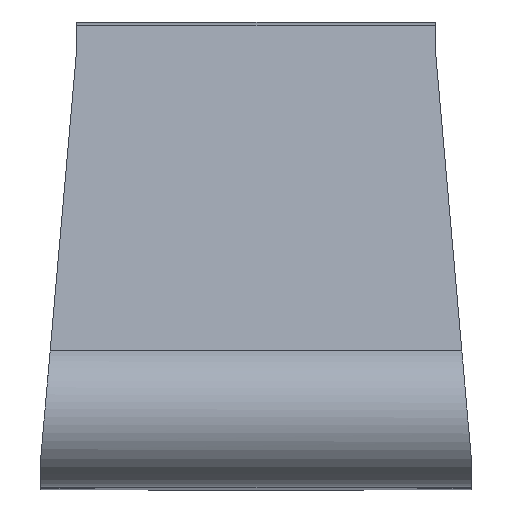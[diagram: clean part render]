
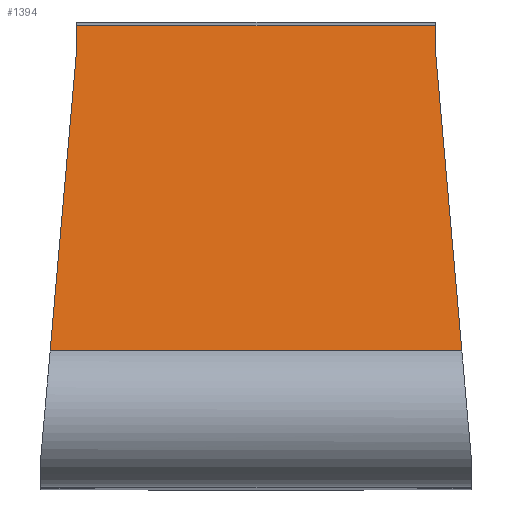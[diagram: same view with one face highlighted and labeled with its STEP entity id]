
A CAD part, top view. The second image highlights one B-rep face of the part: STEP entity #1394.
In plain terms, the highlighted planar face has unit normal (0, 0.899, 0.438).
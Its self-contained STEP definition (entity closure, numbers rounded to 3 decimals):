
#268=DIRECTION('',(1.,0.,0.));
#269=VECTOR('',#268,1.147);
#270=CARTESIAN_POINT('',(-0.574,0.38,
-0.112));
#271=LINE('',#270,#269);
#498=DIRECTION('',(0.,-0.438,0.899));
#499=VECTOR('',#498,0.159);
#500=CARTESIAN_POINT('',(0.5,1.29,-1.979));
#501=LINE('',#500,#499);
#502=DIRECTION('',(-0.038,0.438,-0.898));
#503=VECTOR('',#502,1.919);
#504=CARTESIAN_POINT('',(0.574,0.38,
-0.112));
#505=LINE('',#504,#503);
#506=DIRECTION('',(0.038,0.438,-0.898));
#507=VECTOR('',#506,1.919);
#508=CARTESIAN_POINT('',(-0.574,0.38,
-0.112));
#509=LINE('',#508,#507);
#510=DIRECTION('',(0.,-0.438,0.899));
#511=VECTOR('',#510,0.159);
#512=CARTESIAN_POINT('',(-0.5,1.29,-1.979));
#513=LINE('',#512,#511);
#514=DIRECTION('',(1.,0.,0.));
#515=VECTOR('',#514,1.);
#516=CARTESIAN_POINT('',(-0.5,1.29,-1.979));
#517=LINE('',#516,#515);
#547=CARTESIAN_POINT('',(0.5,1.29,-1.979));
#549=VERTEX_POINT('',#547);
#551=CARTESIAN_POINT('',(-0.5,1.29,-1.979));
#553=VERTEX_POINT('',#551);
#554=CARTESIAN_POINT('',(0.5,1.22,-1.836));
#555=VERTEX_POINT('',#554);
#556=CARTESIAN_POINT('',(0.574,0.38,
-0.112));
#557=VERTEX_POINT('',#556);
#558=CARTESIAN_POINT('',(-0.574,0.38,
-0.112));
#559=CARTESIAN_POINT('',(-0.5,1.22,-1.836));
#560=VERTEX_POINT('',#558);
#561=VERTEX_POINT('',#559);
#1381=CARTESIAN_POINT('',(-0.6,1.29,-1.979));
#1382=DIRECTION('',(0.,0.899,0.438));
#1383=DIRECTION('',(0.,-0.438,0.899));
#1384=AXIS2_PLACEMENT_3D('',#1381,#1382,#1383);
#1385=PLANE('',#1384);
#1386=ORIENTED_EDGE('',*,*,#1023,.T.);
#1387=ORIENTED_EDGE('',*,*,#922,.F.);
#1388=ORIENTED_EDGE('',*,*,#945,.F.);
#1389=ORIENTED_EDGE('',*,*,#963,.T.);
#1390=ORIENTED_EDGE('',*,*,#1098,.F.);
#1391=ORIENTED_EDGE('',*,*,#1374,.T.);
#1392=EDGE_LOOP('',(#1386,#1387,#1388,#1389,#1390,#1391));
#1393=FACE_OUTER_BOUND('',#1392,.F.);
#922=EDGE_CURVE('',#557,#555,#505,.T.);
#945=EDGE_CURVE('',#560,#557,#271,.T.);
#963=EDGE_CURVE('',#560,#561,#509,.T.);
#1023=EDGE_CURVE('',#549,#555,#501,.T.);
#1098=EDGE_CURVE('',#553,#561,#513,.T.);
#1374=EDGE_CURVE('',#553,#549,#517,.T.);
#1394=ADVANCED_FACE('',(#1393),#1385,.T.);
